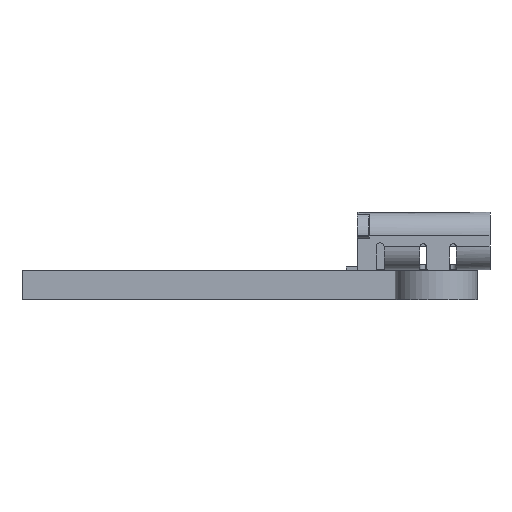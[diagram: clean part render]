
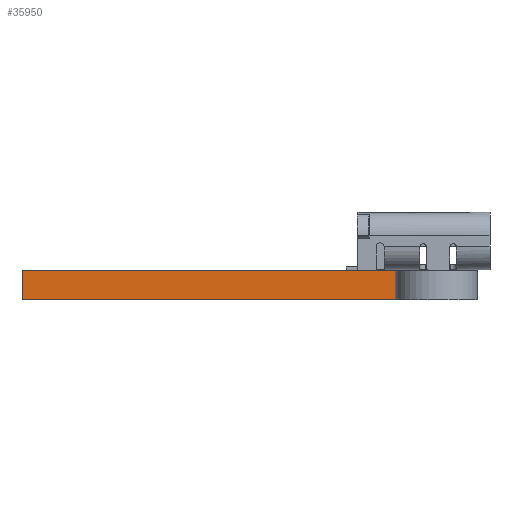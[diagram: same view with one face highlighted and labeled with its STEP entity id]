
A CAD part, left-side view. The second image highlights one B-rep face of the part: STEP entity #35950.
In plain terms, the highlighted planar face has unit normal (-1, 0, 0).
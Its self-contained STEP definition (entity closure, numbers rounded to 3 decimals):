
#35834 = EDGE_CURVE('',#35835,#35837,#35839,.T.);
#35835 = VERTEX_POINT('',#35836);
#35836 = CARTESIAN_POINT('',(127.3,-96.45,0.));
#35837 = VERTEX_POINT('',#35838);
#35838 = CARTESIAN_POINT('',(127.3,-96.45,1.606));
#35839 = SURFACE_CURVE('',#35840,(#35844,#35856),.PCURVE_S1.);
#35840 = LINE('',#35841,#35842);
#35841 = CARTESIAN_POINT('',(127.3,-96.45,0.));
#35842 = VECTOR('',#35843,1.);
#35843 = DIRECTION('',(0.,0.,1.));
#35844 = PCURVE('',#35845,#35850);
#35845 = PLANE('',#35846);
#35846 = AXIS2_PLACEMENT_3D('',#35847,#35848,#35849);
#35847 = CARTESIAN_POINT('',(127.3,-96.45,0.));
#35848 = DIRECTION('',(0.,1.,0.));
#35849 = DIRECTION('',(1.,0.,0.));
#35850 = DEFINITIONAL_REPRESENTATION('',(#35851),#35855);
#35851 = LINE('',#35852,#35853);
#35852 = CARTESIAN_POINT('',(0.,0.));
#35853 = VECTOR('',#35854,1.);
#35854 = DIRECTION('',(0.,-1.));
#35855 = ( GEOMETRIC_REPRESENTATION_CONTEXT(2) 
PARAMETRIC_REPRESENTATION_CONTEXT() REPRESENTATION_CONTEXT('2D SPACE',''
  ) );
#35856 = PCURVE('',#35857,#35862);
#35857 = PLANE('',#35858);
#35858 = AXIS2_PLACEMENT_3D('',#35859,#35860,#35861);
#35859 = CARTESIAN_POINT('',(127.3,-116.95,0.));
#35860 = DIRECTION('',(-1.,0.,0.));
#35861 = DIRECTION('',(0.,1.,0.));
#35862 = DEFINITIONAL_REPRESENTATION('',(#35863),#35867);
#35863 = LINE('',#35864,#35865);
#35864 = CARTESIAN_POINT('',(20.5,0.));
#35865 = VECTOR('',#35866,1.);
#35866 = DIRECTION('',(0.,-1.));
#35867 = ( GEOMETRIC_REPRESENTATION_CONTEXT(2) 
PARAMETRIC_REPRESENTATION_CONTEXT() REPRESENTATION_CONTEXT('2D SPACE',''
  ) );
#35885 = PLANE('',#35886);
#35886 = AXIS2_PLACEMENT_3D('',#35887,#35888,#35889);
#35887 = CARTESIAN_POINT('',(135.6,-108.95,1.606));
#35888 = DIRECTION('',(-0.,-0.,-1.));
#35889 = DIRECTION('',(-1.,0.,0.));
#35939 = PLANE('',#35940);
#35940 = AXIS2_PLACEMENT_3D('',#35941,#35942,#35943);
#35941 = CARTESIAN_POINT('',(135.6,-108.95,0.));
#35942 = DIRECTION('',(-0.,-0.,-1.));
#35943 = DIRECTION('',(-1.,0.,0.));
#35950 = ADVANCED_FACE('',(#35951),#35857,.T.);
#35951 = FACE_BOUND('',#35952,.T.);
#35952 = EDGE_LOOP('',(#35953,#35983,#36004,#36005));
#35953 = ORIENTED_EDGE('',*,*,#35954,.T.);
#35954 = EDGE_CURVE('',#35955,#35957,#35959,.T.);
#35955 = VERTEX_POINT('',#35956);
#35956 = CARTESIAN_POINT('',(127.3,-116.95,0.));
#35957 = VERTEX_POINT('',#35958);
#35958 = CARTESIAN_POINT('',(127.3,-116.95,1.606));
#35959 = SURFACE_CURVE('',#35960,(#35964,#35971),.PCURVE_S1.);
#35960 = LINE('',#35961,#35962);
#35961 = CARTESIAN_POINT('',(127.3,-116.95,0.));
#35962 = VECTOR('',#35963,1.);
#35963 = DIRECTION('',(0.,0.,1.));
#35964 = PCURVE('',#35857,#35965);
#35965 = DEFINITIONAL_REPRESENTATION('',(#35966),#35970);
#35966 = LINE('',#35967,#35968);
#35967 = CARTESIAN_POINT('',(0.,0.));
#35968 = VECTOR('',#35969,1.);
#35969 = DIRECTION('',(0.,-1.));
#35970 = ( GEOMETRIC_REPRESENTATION_CONTEXT(2) 
PARAMETRIC_REPRESENTATION_CONTEXT() REPRESENTATION_CONTEXT('2D SPACE',''
  ) );
#35971 = PCURVE('',#35972,#35977);
#35972 = PLANE('',#35973);
#35973 = AXIS2_PLACEMENT_3D('',#35974,#35975,#35976);
#35974 = CARTESIAN_POINT('',(125.05,-116.95,0.));
#35975 = DIRECTION('',(0.,1.,0.));
#35976 = DIRECTION('',(1.,0.,0.));
#35977 = DEFINITIONAL_REPRESENTATION('',(#35978),#35982);
#35978 = LINE('',#35979,#35980);
#35979 = CARTESIAN_POINT('',(2.25,0.));
#35980 = VECTOR('',#35981,1.);
#35981 = DIRECTION('',(0.,-1.));
#35982 = ( GEOMETRIC_REPRESENTATION_CONTEXT(2) 
PARAMETRIC_REPRESENTATION_CONTEXT() REPRESENTATION_CONTEXT('2D SPACE',''
  ) );
#35983 = ORIENTED_EDGE('',*,*,#35984,.T.);
#35984 = EDGE_CURVE('',#35957,#35837,#35985,.T.);
#35985 = SURFACE_CURVE('',#35986,(#35990,#35997),.PCURVE_S1.);
#35986 = LINE('',#35987,#35988);
#35987 = CARTESIAN_POINT('',(127.3,-116.95,1.606));
#35988 = VECTOR('',#35989,1.);
#35989 = DIRECTION('',(0.,1.,0.));
#35990 = PCURVE('',#35857,#35991);
#35991 = DEFINITIONAL_REPRESENTATION('',(#35992),#35996);
#35992 = LINE('',#35993,#35994);
#35993 = CARTESIAN_POINT('',(0.,-1.606));
#35994 = VECTOR('',#35995,1.);
#35995 = DIRECTION('',(1.,0.));
#35996 = ( GEOMETRIC_REPRESENTATION_CONTEXT(2) 
PARAMETRIC_REPRESENTATION_CONTEXT() REPRESENTATION_CONTEXT('2D SPACE',''
  ) );
#35997 = PCURVE('',#35885,#35998);
#35998 = DEFINITIONAL_REPRESENTATION('',(#35999),#36003);
#35999 = LINE('',#36000,#36001);
#36000 = CARTESIAN_POINT('',(8.3,-8.));
#36001 = VECTOR('',#36002,1.);
#36002 = DIRECTION('',(0.,1.));
#36003 = ( GEOMETRIC_REPRESENTATION_CONTEXT(2) 
PARAMETRIC_REPRESENTATION_CONTEXT() REPRESENTATION_CONTEXT('2D SPACE',''
  ) );
#36004 = ORIENTED_EDGE('',*,*,#35834,.F.);
#36005 = ORIENTED_EDGE('',*,*,#36006,.F.);
#36006 = EDGE_CURVE('',#35955,#35835,#36007,.T.);
#36007 = SURFACE_CURVE('',#36008,(#36012,#36019),.PCURVE_S1.);
#36008 = LINE('',#36009,#36010);
#36009 = CARTESIAN_POINT('',(127.3,-116.95,0.));
#36010 = VECTOR('',#36011,1.);
#36011 = DIRECTION('',(0.,1.,0.));
#36012 = PCURVE('',#35857,#36013);
#36013 = DEFINITIONAL_REPRESENTATION('',(#36014),#36018);
#36014 = LINE('',#36015,#36016);
#36015 = CARTESIAN_POINT('',(0.,0.));
#36016 = VECTOR('',#36017,1.);
#36017 = DIRECTION('',(1.,0.));
#36018 = ( GEOMETRIC_REPRESENTATION_CONTEXT(2) 
PARAMETRIC_REPRESENTATION_CONTEXT() REPRESENTATION_CONTEXT('2D SPACE',''
  ) );
#36019 = PCURVE('',#35939,#36020);
#36020 = DEFINITIONAL_REPRESENTATION('',(#36021),#36025);
#36021 = LINE('',#36022,#36023);
#36022 = CARTESIAN_POINT('',(8.3,-8.));
#36023 = VECTOR('',#36024,1.);
#36024 = DIRECTION('',(0.,1.));
#36025 = ( GEOMETRIC_REPRESENTATION_CONTEXT(2) 
PARAMETRIC_REPRESENTATION_CONTEXT() REPRESENTATION_CONTEXT('2D SPACE',''
  ) );
